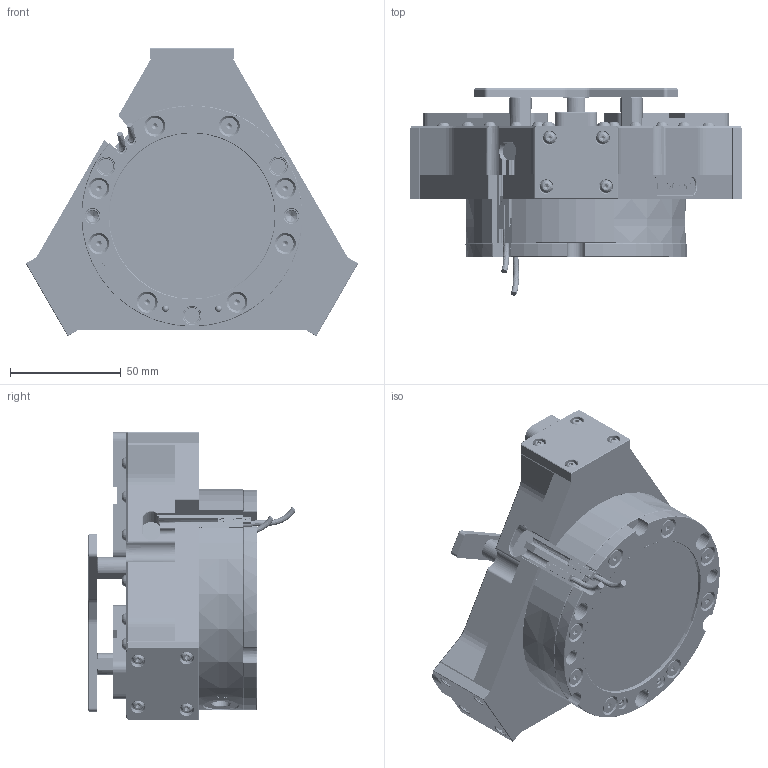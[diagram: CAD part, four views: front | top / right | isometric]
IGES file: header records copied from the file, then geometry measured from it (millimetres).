
Start section: SolidWorks IGES file using analytic representation for surfaces
Global section: file name: FY-JGZ 100-1-SAD.IGS; native system: SolidWorks 2015; preprocessor: SolidWorks 2015; author: Administrator; date: 240413.103921; units: millimetre
Bounding box: 150.21 x 93.76 x 130.23 mm (x, y, z)
Surface area: 168973.9 mm2 (no closed solid volume)
Topology: 0 solids, 0 shells, 4663 faces, 47253 edges, 47105 vertices
Faces by surface type: bspline 3350, revolution 1313
